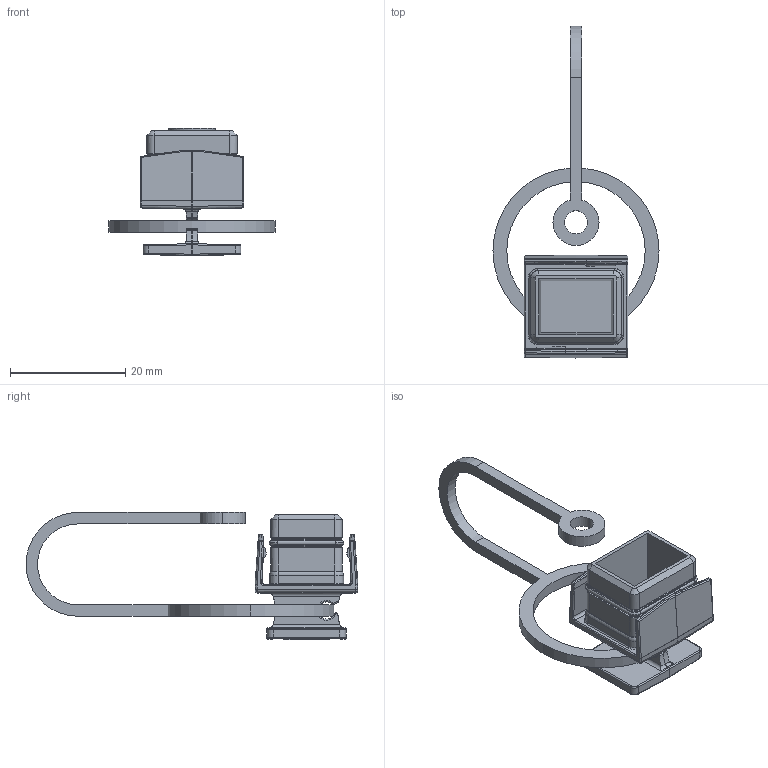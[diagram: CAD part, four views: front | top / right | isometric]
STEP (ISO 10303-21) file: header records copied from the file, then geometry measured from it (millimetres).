
FILE_DESCRIPTION (( 'STEP AP214' ), '1' );
FILE_NAME ('H80030A0005.STEP', '2015-02-03T14:26:40', ( '' ), ( '' ), 'SwSTEP 2.0', 'SolidWorks 2014', '' );
FILE_SCHEMA (( 'AUTOMOTIVE_DESIGN' ));
Length unit declared in the file: millimetre
Products named in the file (4): H80030A0005; h80030A0005H2; h80030A0001H1_Deckel geschlossen; h80030A0005H3
Assembly tree (3 placements, depth 2):
  H80030A0005
    h80030A0005H2
    h80030A0001H1_Deckel geschlossen
    h80030A0005H3
Bounding box: 28.8 x 57.57 x 22.05 mm (x, y, z)
Volume: 2932 mm3; surface area: 4767.7 mm2
Topology: 3 solids, 3 shells, 564 faces, 1321 edges, 738 vertices
Faces by surface type: cylinder 191, bspline 181, plane 152, cone 36, torus 4
Entity records: 23383 total; most frequent: CARTESIAN_POINT 11640, ORIENTED_EDGE 2588, DIRECTION 2158, EDGE_CURVE 1294, AXIS2_PLACEMENT_3D 782, VERTEX_POINT 738, VECTOR 594, LINE 594
